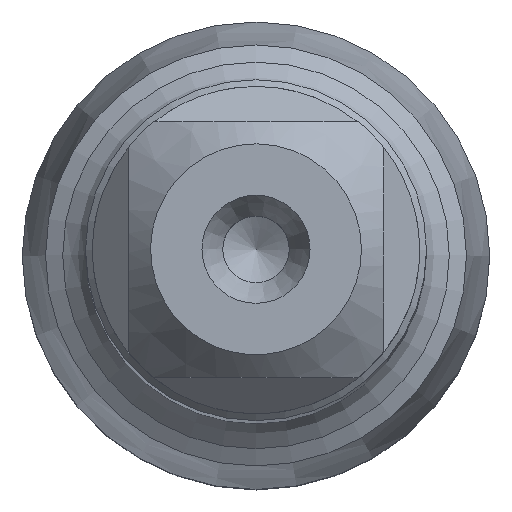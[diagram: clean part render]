
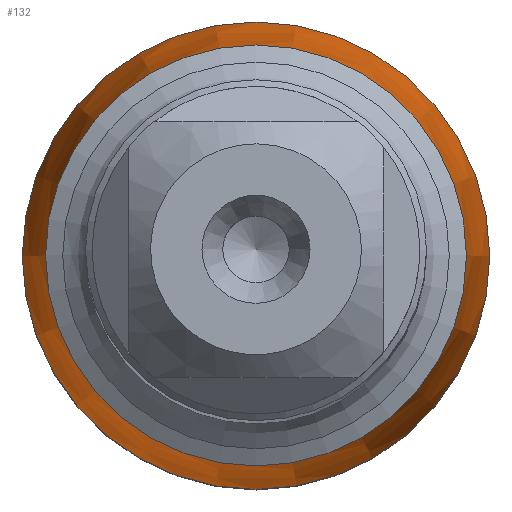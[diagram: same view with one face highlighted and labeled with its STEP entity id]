
A CAD part, top view. The second image highlights one B-rep face of the part: STEP entity #132.
In plain terms, the highlighted conical face has half-angle 8 degrees and reference radius 5.065 mm.
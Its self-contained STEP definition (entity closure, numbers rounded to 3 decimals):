
#99=CONICAL_SURFACE('',#510,5.065,8.);
#132=ADVANCED_FACE('',(#166,#167),#99,.T.);
#166=FACE_BOUND('',#215,.T.);
#167=FACE_BOUND('',#216,.T.);
#215=EDGE_LOOP('',(#301));
#216=EDGE_LOOP('',(#302));
#301=ORIENTED_EDGE('',*,*,#389,.F.);
#302=ORIENTED_EDGE('',*,*,#388,.F.);
#344=VERTEX_POINT('',#801);
#345=VERTEX_POINT('',#804);
#388=EDGE_CURVE('',#344,#344,#411,.T.);
#389=EDGE_CURVE('',#345,#345,#412,.T.);
#411=CIRCLE('',#507,5.065);
#412=CIRCLE('',#509,5.625);
#507=AXIS2_PLACEMENT_3D('',#800,#624,#625);
#509=AXIS2_PLACEMENT_3D('',#803,#628,#629);
#510=AXIS2_PLACEMENT_3D('',#805,#630,#631);
#624=DIRECTION('',(0.,0.,1.));
#625=DIRECTION('',(1.,0.,0.));
#628=DIRECTION('',(0.,0.,-1.));
#629=DIRECTION('',(-1.,0.,0.));
#630=DIRECTION('',(0.,0.,-1.));
#631=DIRECTION('',(-1.,0.,0.));
#800=CARTESIAN_POINT('',(0.,0.,-85.));
#801=CARTESIAN_POINT('',(5.065,0.,-85.));
#803=CARTESIAN_POINT('',(0.,0.,-88.981));
#804=CARTESIAN_POINT('',(-5.625,0.,-88.981));
#805=CARTESIAN_POINT('',(0.,0.,-85.));
